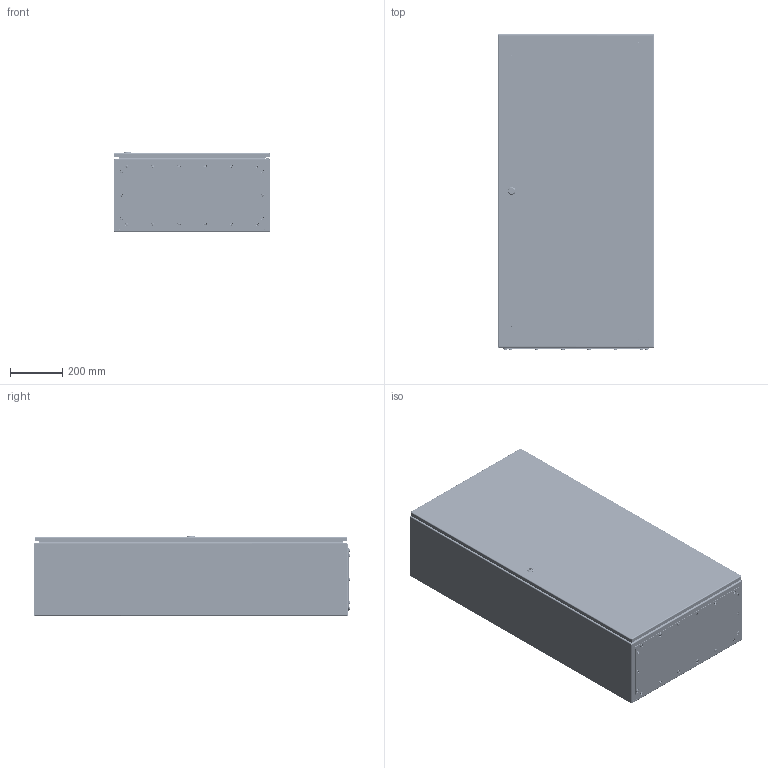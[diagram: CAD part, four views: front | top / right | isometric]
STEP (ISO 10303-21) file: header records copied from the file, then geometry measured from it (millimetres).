
FILE_DESCRIPTION (( 'STEP AP203' ), '1' );
FILE_NAME ('U3230120603 Êîðïóñ UC2M 120.60.30 IP66 (752.000.323).STEP', '2022-04-29T11:02:20', ( '' ), ( '' ), 'SwSTEP 2.0', 'SolidWorks 2017', '' );
FILE_SCHEMA (( 'CONFIG_CONTROL_DESIGN' ));
Length unit declared in the file: millimetre
Products named in the file (46): 012-1800 眈翴錪 鳱歑膱 UC2_00 (120.60); 056-278 椯鴀殣罻 UC2_01 (120.60.30); Øïèëüêà çàçåìëåíèÿ CKF CS_Œ6å16; U3230120603 扻豵鵨 UC2M 120.60.30 IP66 (752.000.323); 040-116 Âèíò ñïåöèàëüíûé ST 4,8x9; 000.241.259 署赅 UC2_03 (60.30); 蹴濋趌5915_M6; Øàéáà íåéëîí Ø028_Œ6; Øïèëüêà ðåçüáîâàÿ Ì6_Œ8å30; CT Êðåïëåíèå äëÿ êðóãëîé òÿãè; Îñíîâàíèå ïåòëè 4-119 Dirak; Øïèëüêà ðåçüáîâàÿ Ì6_Œ6å12; 鎔艜_17473_M6x12; 003-393 Ñòåíêà íèæíÿÿ UC2_05 (00.60); 000.113.110 忺謤僔 UC2_01 (120.60.30); 蹴濋趌5915_M8; 扻豵鵨_п-1; 027-189 署赅 UC2_03 (60.30); 嵑殧趌11371_5; 000.241.258 署赅 UC2_03 (60.30); 010-331 Ïàíåëü ìîíòàæíàÿ UC2_00 (120.60); Óïëîòíèòåëü ÏÏÓ êðûøêè UC2Ì_21 (60.30); 019-99 Ïëàíêà z-îáðàçíàÿ_06 (120); CY.1.20 Íàïðàâëÿþùàÿ êðóãëîé òÿãè_CY 1-26; 椻壚樇襝鴀 Mesan 09; 蹴濋趌5915_M5; 028-128 Òÿãà êðóãëàÿ UC2 140.00_00 (120.00); Âòóëêà ïåòëè 4-119 Dirak; Óïëîòíèòåëü ÏÏÓ äâåðêè UC2_31 (120.60); ч蜱齁罻 ST-9; 360-1-1-15-09 ﾇ瑟鶴 Mesan_00; Êðåïëåíèå äëÿ êðóãëîé òÿãè CT; 嵑殧趌6402_8; Øòèôò ïåòëè 4-119 Dirak; Øàéáà íåéëîí Ø028_Œ5; 嵑殧趌11371_6; 嵑殧趌11371_8; 鍔錓_7798_M6x14; 008-405 Ñòåíêà ïðîôèëüíàÿ UC2_01 (120.60.30); Ñòîïîðíàÿ âòóëêà ïåòëè 4-119 Dirak ...
Assembly tree (150 placements, depth 4):
  U3230120603 扻豵鵨 UC2M 120.60.30 IP66 (752.000.323)
    000.113.110 忺謤僔 UC2_01 (120.60.30)
      008-405 Ñòåíêà ïðîôèëüíàÿ UC2_01 (120.60.30)
      003-393 Ñòåíêà íèæíÿÿ UC2_05 (00.60)
      Øïèëüêà ðåçüáîâàÿ Ì6_Œ8å30  x4
      Øïèëüêà ðåçüáîâàÿ Ì6_Œ6å12  x12
      Øïèëüêà çàçåìëåíèÿ CKF CS_Œ6å16  x2
    000.207.191 攜歑罻 UC2_00 (120.60)
      000.210.368 Îñíîâàíèå äâåðêè UC2_00 (120.60)
        012-1800 眈翴錪 鳱歑膱 UC2_00 (120.60)
        019-99 Ïëàíêà z-îáðàçíàÿ_06 (120)  x2
        Âòóëêà ïåòëè 4-119 Dirak  x3
        Øïèëüêà çàçåìëåíèÿ CKF CS_Œ6å16  x2
        Øïèëüêà ðåçüáîâàÿ Ì6_Œ6å20  x2
      Óïëîòíèòåëü ÏÏÓ äâåðêè UC2_31 (120.60)
      360-1-1-15-09 ﾇ瑟鶴 Mesan_00
        扻豵鵨_п-1
        嵑殧趌11371_6
        鎔艜_17473_M6x12
        椻壚樇襝鴀 Mesan 09
      CY.1.20 Íàïðàâëÿþùàÿ êðóãëîé òÿãè_CY 1-26  x2
      028-128 Òÿãà êðóãëàÿ UC2 140.00_00 (120.00)  x2
      CT Êðåïëåíèå äëÿ êðóãëîé òÿãè  x2
        Êðåïëåíèå äëÿ êðóãëîé òÿãè CT
        鍔錓_7798_M6x14
        蹴濋趌5915_M6
      hex flange nut_din_Hexagon Flange Nut DIN 6923 - M5 - N  x2
    Ïåòëÿ 4-119 Dirak_00  x3
      Âòóëêà ïåòëè 4-119 Dirak
      Øòèôò ïåòëè 4-119 Dirak
      Îñíîâàíèå ïåòëè 4-119 Dirak
      Ñòîïîðíàÿ âòóëêà ïåòëè 4-119 Dirak
    嵑殧趌11371_5  x6
    Øàéáà íåéëîí Ø028_Œ5  x6
    蹴濋趌5915_M5  x6
    ч蜱齁罻 ST-6  x8
    ч蜱齁罻 ST-9  x4
    010-331 Ïàíåëü ìîíòàæíàÿ UC2_00 (120.60)
    蹴濋趌5915_M8  x12
    嵑殧趌11371_8  x4
    嵑殧趌6402_8  x4
    000.241.258 署赅 UC2_03 (60.30)
      000.241.259 署赅 UC2_03 (60.30)
        027-189 署赅 UC2_03 (60.30)
        Øïèëüêà çàçåìëåíèÿ CKF CS_Œ6å16
      Óïëîòíèòåëü ÏÏÓ êðûøêè UC2Ì_21 (60.30)
    040-116 Âèíò ñïåöèàëüíûé ST 4,8x9  x18
    Øàéáà íåéëîí Ø028_Œ6  x18
    056-278 椯鴀殣罻 UC2_01 (120.60.30)
Bounding box: 600.6 x 1207.22 x 307.25 mm (x, y, z)
Volume: 5793079.6 mm3; surface area: 7002118.1 mm2
Topology: 150 solids, 151 shells, 6210 faces, 14460 edges, 8749 vertices
Faces by surface type: plane 2020, cylinder 1817, bspline 1297, cone 462, sphere 328, torus 286
Entity records: 121277 total; most frequent: CARTESIAN_POINT 53208, ORIENTED_EDGE 13150, DIRECTION 10866, EDGE_CURVE 6575, VERTEX_POINT 4224, VECTOR 3724, LINE 3724, AXIS2_PLACEMENT_3D 3571
